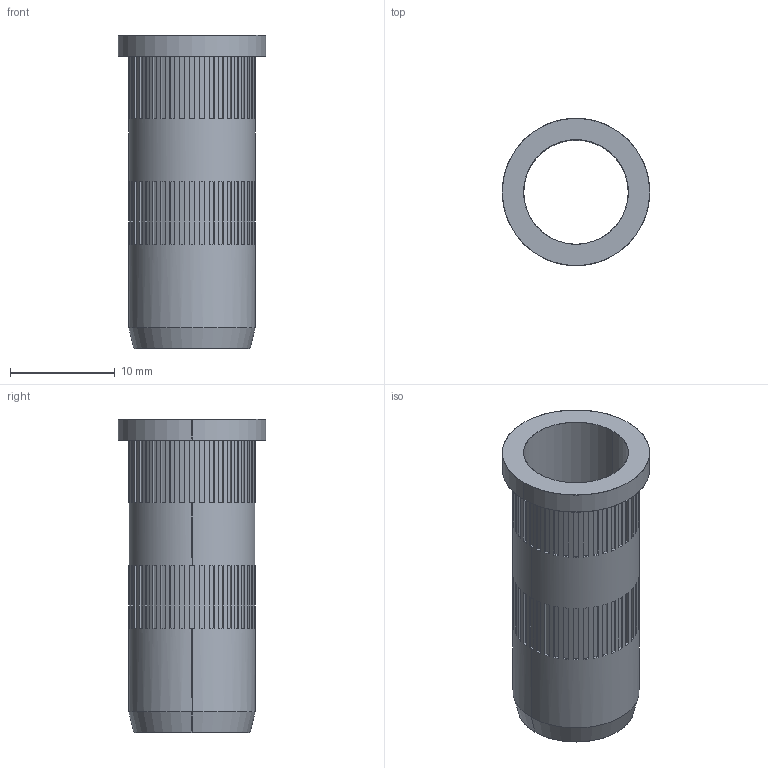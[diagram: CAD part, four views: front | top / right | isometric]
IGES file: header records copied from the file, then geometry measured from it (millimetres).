
Start section: SolidWorks IGES file using analytic representation for surfaces
Global section: file name: B33-20.IGS; native system: SolidWorks 2007; preprocessor: SolidWorks 2007; author: jean; date: 180327.075130; units: millimetre
Bounding box: 14.1 x 14.1 x 30 mm (x, y, z)
Surface area: 2434.3 mm2 (no closed solid volume)
Topology: 0 solids, 0 shells, 373 faces, 2134 edges, 2134 vertices
Faces by surface type: bspline 363, revolution 10
